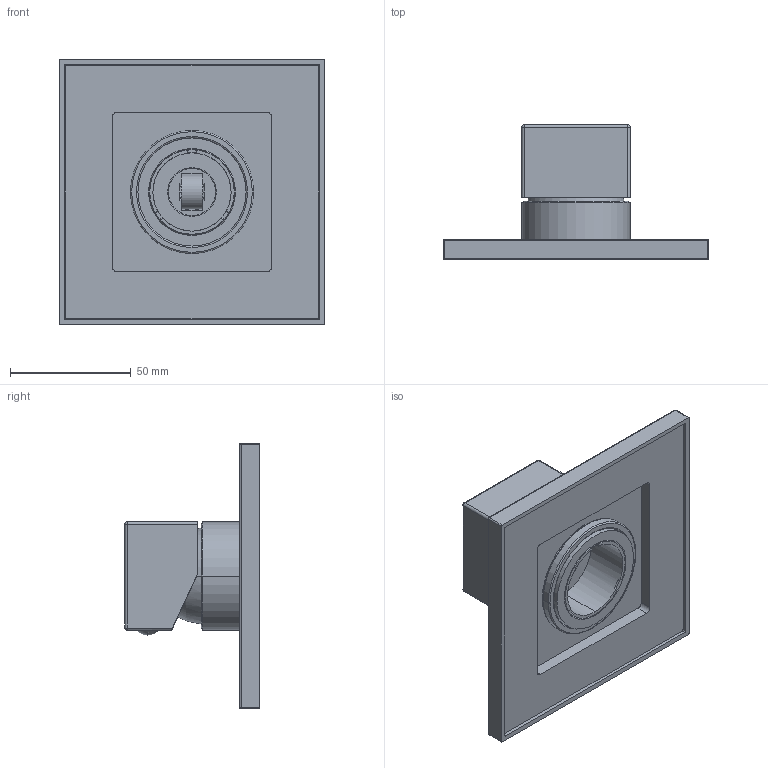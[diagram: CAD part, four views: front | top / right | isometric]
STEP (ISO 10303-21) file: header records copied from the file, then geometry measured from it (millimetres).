
FILE_DESCRIPTION((''),'2;1');
FILE_NAME('LEC010CR','2021-11-02T15:38:52',('ut3'),('PAFFONI SpA'),'CREO PARAMETRIC BY PTC INC, 2020044','CREO PARAMETRIC BY PTC INC, 2020044','');
FILE_SCHEMA(('CONFIG_CONTROL_DESIGN','SHAPE_APPEARANCE_LAYERS_GROUPS'));
Length unit declared in the file: millimetre
Products named in the file (1): LEC010CR
Bounding box: 110 x 55.6 x 110 mm (x, y, z)
Volume: 111864 mm3; surface area: 66343.6 mm2
Topology: 2 solids, 2 shells, 927 faces, 2505 edges, 1591 vertices
Faces by surface type: plane 575, cylinder 214, torus 78, cone 44, sphere 14, bspline 2
Entity records: 37924 total; most frequent: CARTESIAN_POINT 8068, ORIENTED_EDGE 4998, DIRECTION 4651, EDGE_CURVE 2499, AXIS2_PLACEMENT_3D 1592, VERTEX_POINT 1591, VECTOR 1467, LINE 1467
